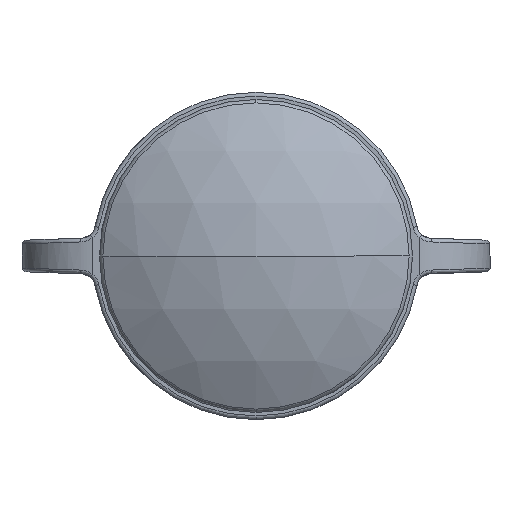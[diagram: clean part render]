
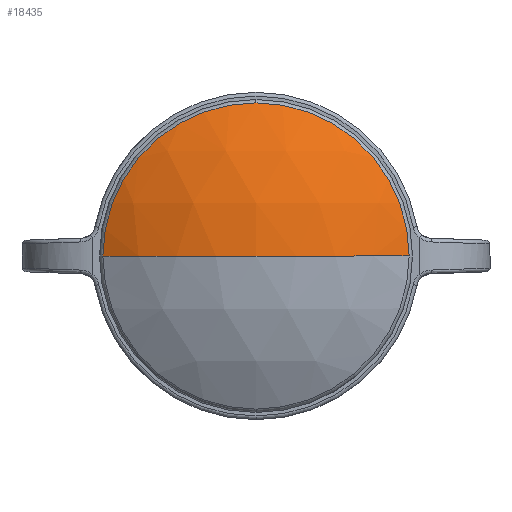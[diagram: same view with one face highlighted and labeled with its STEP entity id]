
A CAD part, left-side view. The second image highlights one B-rep face of the part: STEP entity #18435.
In plain terms, the highlighted spherical face has radius 16 mm.
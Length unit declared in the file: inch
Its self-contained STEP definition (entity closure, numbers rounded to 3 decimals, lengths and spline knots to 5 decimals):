
#971 = DIRECTION ( 'NONE',  ( 0., -1., 0. ) ) ;
#2821 = CARTESIAN_POINT ( 'NONE',  ( 0.09179, 0., 0. ) ) ;
#2945 = CARTESIAN_POINT ( 'NONE',  ( 0.62992, 0., 0. ) ) ;
#3059 = EDGE_CURVE ( 'NONE', #9242, #3118, #25557, .T. ) ;
#3118 = VERTEX_POINT ( 'NONE', #3896 ) ;
#3610 = CIRCLE ( 'NONE', #16654, 0.32744 ) ;
#3896 = CARTESIAN_POINT ( 'NONE',  ( 0.09179, 0.32744, 0. ) ) ;
#4476 = DIRECTION ( 'NONE',  ( 1., 0., 0. ) ) ;
#4887 = ORIENTED_EDGE ( 'NONE', *, *, #3059, .F. ) ;
#5170 = DIRECTION ( 'NONE',  ( 0., 0., -1. ) ) ;
#5289 = DIRECTION ( 'NONE',  ( 0., 1., 0. ) ) ;
#8077 = EDGE_LOOP ( 'NONE', ( #4887, #23936, #10700, #30054 ) ) ;
#9242 = VERTEX_POINT ( 'NONE', #25629 ) ;
#10700 = ORIENTED_EDGE ( 'NONE', *, *, #21472, .F. ) ;
#10881 = DIRECTION ( 'NONE',  ( 0., 0., -1. ) ) ;
#14247 = DIRECTION ( 'NONE',  ( 0., 0., 1. ) ) ;
#14697 = SPHERICAL_SURFACE ( 'NONE', #19525, 0.62992 ) ;
#15040 = DIRECTION ( 'NONE',  ( 0., 0., 1. ) ) ;
#15121 = AXIS2_PLACEMENT_3D ( 'NONE', #18533, #4476, #20881 ) ;
#15352 = CARTESIAN_POINT ( 'NONE',  ( 0.09179, -0.32744, 0. ) ) ;
#16654 = AXIS2_PLACEMENT_3D ( 'NONE', #2821, #19233, #5170 ) ;
#18403 = VERTEX_POINT ( 'NONE', #26318 ) ;
#18435 = ADVANCED_FACE ( 'NONE', ( #30463 ), #14697, .T. ) ;
#18533 = CARTESIAN_POINT ( 'NONE',  ( 0.09179, 0., 0. ) ) ;
#19233 = DIRECTION ( 'NONE',  ( 1., 0., 0. ) ) ;
#19525 = AXIS2_PLACEMENT_3D ( 'NONE', #2945, #14247, #5289 ) ;
#19898 = VERTEX_POINT ( 'NONE', #15352 ) ;
#20260 = AXIS2_PLACEMENT_3D ( 'NONE', #24938, #10881, #27284 ) ;
#20881 = DIRECTION ( 'NONE',  ( 0., 0., -1. ) ) ;
#21472 = EDGE_CURVE ( 'NONE', #18403, #19898, #3610, .T. ) ;
#21653 = EDGE_CURVE ( 'NONE', #9242, #19898, #27092, .T. ) ;
#23936 = ORIENTED_EDGE ( 'NONE', *, *, #21653, .T. ) ;
#24938 = CARTESIAN_POINT ( 'NONE',  ( 0.62992, 0., 0. ) ) ;
#25557 = CIRCLE ( 'NONE', #20260, 0.62992 ) ;
#25629 = CARTESIAN_POINT ( 'NONE',  ( 0., 0., 0. ) ) ;
#26021 = EDGE_CURVE ( 'NONE', #3118, #18403, #28863, .T. ) ;
#26079 = AXIS2_PLACEMENT_3D ( 'NONE', #29054, #15040, #971 ) ;
#26318 = CARTESIAN_POINT ( 'NONE',  ( 0.09179, 0., 0.32744 ) ) ;
#27092 = CIRCLE ( 'NONE', #26079, 0.62992 ) ;
#27284 = DIRECTION ( 'NONE',  ( -1., 0., 0. ) ) ;
#28863 = CIRCLE ( 'NONE', #15121, 0.32744 ) ;
#29054 = CARTESIAN_POINT ( 'NONE',  ( 0.62992, 0., 0. ) ) ;
#30054 = ORIENTED_EDGE ( 'NONE', *, *, #26021, .F. ) ;
#30463 = FACE_OUTER_BOUND ( 'NONE', #8077, .T. ) ;
